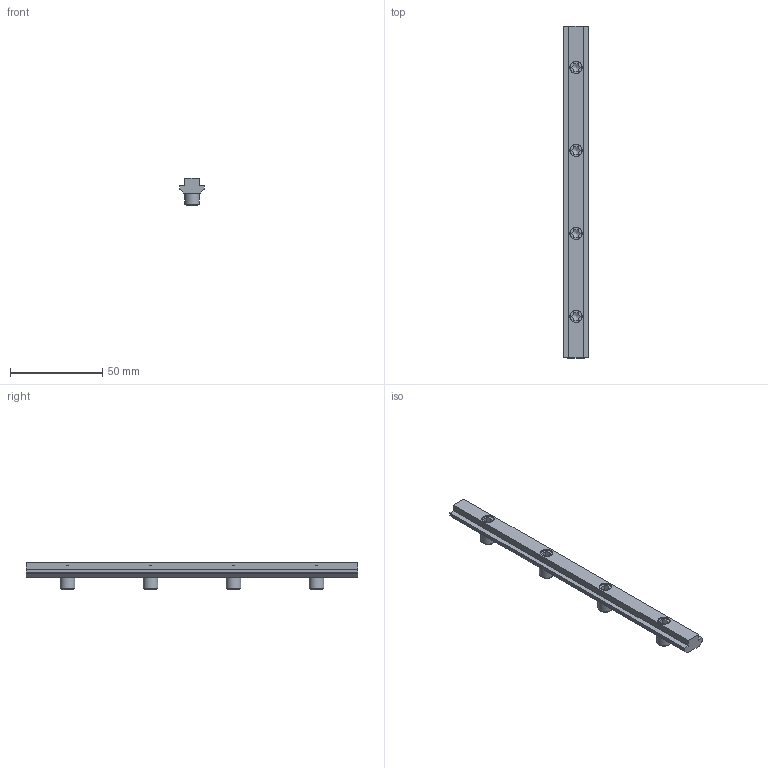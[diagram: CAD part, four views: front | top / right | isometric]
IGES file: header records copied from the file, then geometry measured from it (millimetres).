
Global section: file name: 321309.stp; native system: Autodesk Inventor 2021; preprocessor: unknown; author: aluteckkpl_kk; date: 20220804.073906; units: millimetre
Bounding box: 13.5 x 180 x 14.7 mm (x, y, z)
Volume: 16161 mm3; surface area: 9801 mm2
Topology: 5 solids, 5 shells, 66 faces, 168 edges, 112 vertices
Faces by surface type: bspline 66
